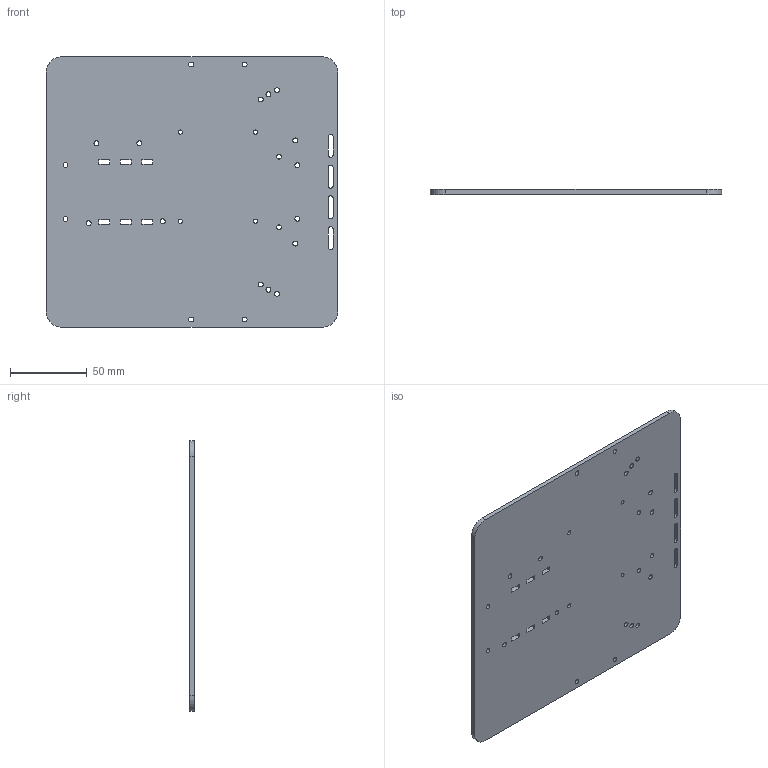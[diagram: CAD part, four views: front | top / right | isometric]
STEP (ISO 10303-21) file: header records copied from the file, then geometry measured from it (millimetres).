
FILE_DESCRIPTION(/* description */ (''),/* implementation_level */ '2;1');
FILE_NAME(/* name */ 'floor.step',/* time_stamp */ '2026-02-03T13:24:13+03:00',/* author */ (''),/* organization */ (''),/* preprocessor_version */ 'ST-DEVELOPER v20.1',/* originating_system */ 'Autodesk Translation Framework v14.24.0.0',/* authorisation */ '');
FILE_SCHEMA (('AUTOMOTIVE_DESIGN { 1 0 10303 214 3 1 1 }'));
Length unit declared in the file: millimetre
Products named in the file (1): floor
Bounding box: 189.65 x 3 x 176 mm (x, y, z)
Volume: 98384.3 mm3; surface area: 69259.4 mm2
Topology: 1 solids, 1 shells, 76 faces, 222 edges, 148 vertices
Faces by surface type: cylinder 38, plane 38
Full cylindrical faces by diameter (mm): 2.729 x4, 3.2 x22
Entity records: 2719 total; most frequent: DIRECTION 452, CARTESIAN_POINT 447, ORIENTED_EDGE 444, EDGE_CURVE 222, AXIS2_PLACEMENT_3D 153, EDGE_LOOP 148, VERTEX_POINT 148, LINE 146
